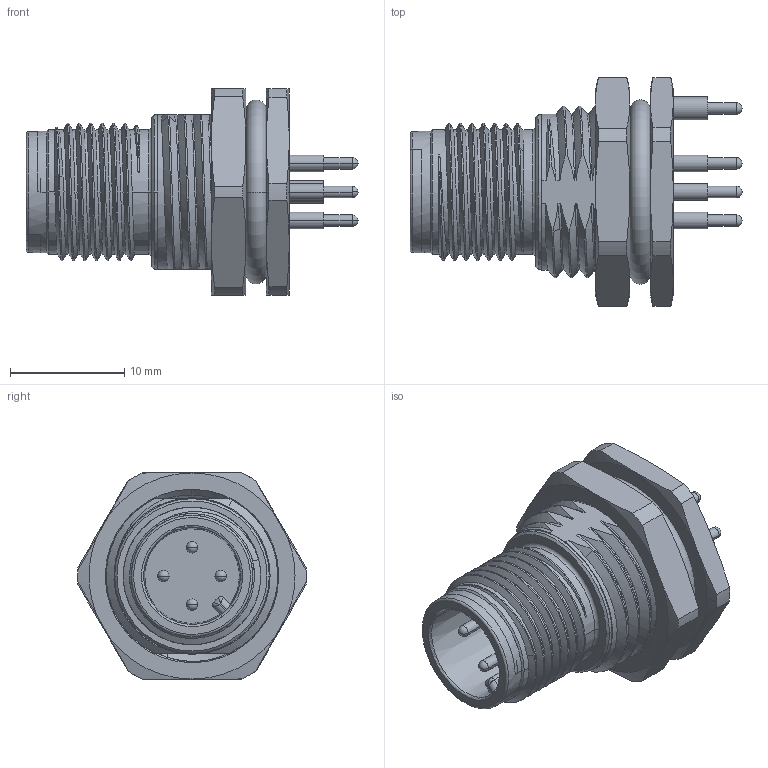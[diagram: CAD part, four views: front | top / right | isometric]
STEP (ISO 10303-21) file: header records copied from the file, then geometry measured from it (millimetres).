
FILE_DESCRIPTION((''),'2;1');
FILE_NAME('005-ACODE-05P-MALE-PCB-FRONT_AS','2020-04-27T',('Administrator'),(''),'CREO PARAMETRIC BY PTC INC, 2014350','CREO PARAMETRIC BY PTC INC, 2014350','');
FILE_SCHEMA(('CONFIG_CONTROL_DESIGN'));
Length unit declared in the file: millimetre
Products named in the file (1): 005-ACODE-05P-MALE-PCB-FRONT_AS
Bounding box: 29 x 20 x 18.01 mm (x, y, z)
Volume: 3108.1 mm3; surface area: 3613.8 mm2
Topology: 1 solids, 5 shells, 506 faces, 1404 edges, 915 vertices
Faces by surface type: extrusion 164, plane 128, cylinder 99, bspline 48, cone 33, sphere 18, torus 16
Entity records: 22624 total; most frequent: CARTESIAN_POINT 10746, ORIENTED_EDGE 2772, DIRECTION 1817, EDGE_CURVE 1386, VERTEX_POINT 915, VECTOR 743, B_SPLINE_CURVE_WITH_KNOTS 728, LINE 579
